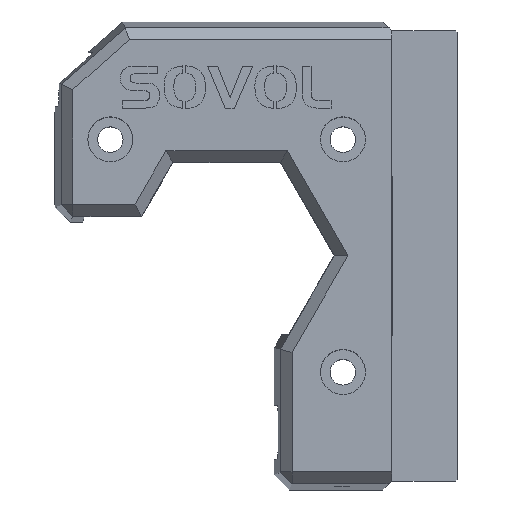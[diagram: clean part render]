
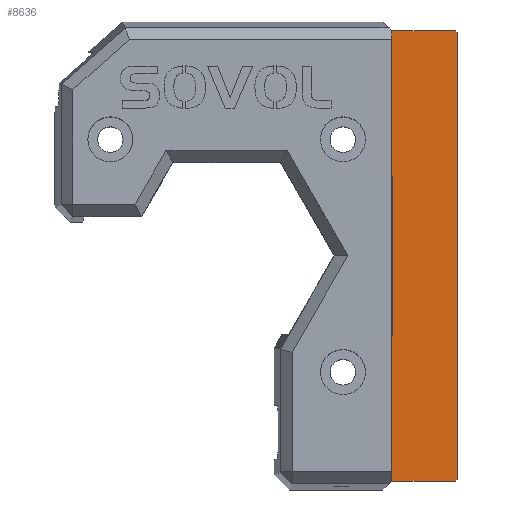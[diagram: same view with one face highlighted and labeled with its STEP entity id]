
A CAD part, top view. The second image highlights one B-rep face of the part: STEP entity #8636.
In plain terms, the highlighted planar face has unit normal (0, 0, 1).
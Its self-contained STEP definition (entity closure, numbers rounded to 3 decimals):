
#69 = CARTESIAN_POINT ( 'NONE',  ( 52.7, 0.5, -21. ) ) ;
#242 = VERTEX_POINT ( 'NONE', #2021 ) ;
#304 = CARTESIAN_POINT ( 'NONE',  ( 44., 60.314, -21. ) ) ;
#473 = CARTESIAN_POINT ( 'NONE',  ( 52.7, 60.12, -21. ) ) ;
#602 = VERTEX_POINT ( 'NONE', #5696 ) ;
#739 = LINE ( 'NONE', #1632, #7386 ) ;
#786 = VERTEX_POINT ( 'NONE', #2553 ) ;
#881 = DIRECTION ( 'NONE',  ( 0., -1., 0. ) ) ;
#953 = LINE ( 'NONE', #9436, #1863 ) ;
#1063 = ORIENTED_EDGE ( 'NONE', *, *, #9870, .T. ) ;
#1161 = VECTOR ( 'NONE', #9321, 1000. ) ;
#1214 = VECTOR ( 'NONE', #3582, 1000. ) ;
#1236 = DIRECTION ( 'NONE',  ( 0., -1., 0. ) ) ;
#1316 = DIRECTION ( 'NONE',  ( -0.707, 0.707, 0. ) ) ;
#1320 = VECTOR ( 'NONE', #2610, 1000. ) ;
#1346 = CARTESIAN_POINT ( 'NONE',  ( 44., 0., -21. ) ) ;
#1632 = CARTESIAN_POINT ( 'NONE',  ( 0., 19.687, -21. ) ) ;
#1755 = VERTEX_POINT ( 'NONE', #10195 ) ;
#1812 = DIRECTION ( 'NONE',  ( -1., 0., 0. ) ) ;
#1841 = CARTESIAN_POINT ( 'NONE',  ( 44.123, 0., -21. ) ) ;
#1863 = VECTOR ( 'NONE', #6788, 1000. ) ;
#1880 = EDGE_CURVE ( 'NONE', #6098, #9069, #8656, .T. ) ;
#2016 = CARTESIAN_POINT ( 'NONE',  ( 52.506, 0.306, -21. ) ) ;
#2021 = CARTESIAN_POINT ( 'NONE',  ( 52.506, 60.314, -21. ) ) ;
#2040 = VECTOR ( 'NONE', #1812, 1000. ) ;
#2087 = CARTESIAN_POINT ( 'NONE',  ( 52.7, 0.5, -21. ) ) ;
#2094 = VECTOR ( 'NONE', #6588, 1000. ) ;
#2102 = PLANE ( 'NONE',  #3955 ) ;
#2114 = LINE ( 'NONE', #473, #5240 ) ;
#2553 = CARTESIAN_POINT ( 'NONE',  ( 44.123, 40.933, -21. ) ) ;
#2610 = DIRECTION ( 'NONE',  ( 0.707, 0.707, 0. ) ) ;
#3012 = EDGE_CURVE ( 'NONE', #786, #1755, #6879, .T. ) ;
#3360 = CARTESIAN_POINT ( 'NONE',  ( 52.7, 0., -21. ) ) ;
#3569 = CARTESIAN_POINT ( 'NONE',  ( 52.7, 60.314, -21. ) ) ;
#3572 = CARTESIAN_POINT ( 'NONE',  ( 44., 40.933, -21. ) ) ;
#3582 = DIRECTION ( 'NONE',  ( 0., -1., 0. ) ) ;
#3621 = EDGE_CURVE ( 'NONE', #242, #9680, #6066, .T. ) ;
#3725 = ORIENTED_EDGE ( 'NONE', *, *, #3012, .T. ) ;
#3955 = AXIS2_PLACEMENT_3D ( 'NONE', #5566, #10746, #8871 ) ;
#4025 = EDGE_CURVE ( 'NONE', #7956, #6098, #953, .T. ) ;
#4662 = ORIENTED_EDGE ( 'NONE', *, *, #5834, .T. ) ;
#4700 = VERTEX_POINT ( 'NONE', #3572 ) ;
#4737 = EDGE_CURVE ( 'NONE', #9680, #4700, #8767, .T. ) ;
#4805 = ORIENTED_EDGE ( 'NONE', *, *, #1880, .T. ) ;
#5102 = DIRECTION ( 'NONE',  ( -1., 0., 0. ) ) ;
#5124 = LINE ( 'NONE', #3360, #1214 ) ;
#5240 = VECTOR ( 'NONE', #1316, 1000. ) ;
#5566 = CARTESIAN_POINT ( 'NONE',  ( 52.7, 0., -21. ) ) ;
#5696 = CARTESIAN_POINT ( 'NONE',  ( 44., 19.687, -21. ) ) ;
#5834 = EDGE_CURVE ( 'NONE', #602, #7956, #9078, .T. ) ;
#5983 = VERTEX_POINT ( 'NONE', #8674 ) ;
#6066 = LINE ( 'NONE', #3569, #2040 ) ;
#6098 = VERTEX_POINT ( 'NONE', #2016 ) ;
#6112 = ORIENTED_EDGE ( 'NONE', *, *, #3621, .T. ) ;
#6236 = EDGE_CURVE ( 'NONE', #786, #4700, #10033, .T. ) ;
#6432 = ORIENTED_EDGE ( 'NONE', *, *, #6450, .F. ) ;
#6450 = EDGE_CURVE ( 'NONE', #5983, #9069, #5124, .T. ) ;
#6588 = DIRECTION ( 'NONE',  ( -1., 0., 0. ) ) ;
#6614 = CARTESIAN_POINT ( 'NONE',  ( 44., 0., -21. ) ) ;
#6756 = CARTESIAN_POINT ( 'NONE',  ( 52.7, 40.933, -21. ) ) ;
#6788 = DIRECTION ( 'NONE',  ( 1., 0., 0. ) ) ;
#6816 = EDGE_LOOP ( 'NONE', ( #1063, #6112, #7428, #7455, #3725, #8263, #4662, #10671, #4805, #6432 ) ) ;
#6879 = LINE ( 'NONE', #1841, #9640 ) ;
#7386 = VECTOR ( 'NONE', #5102, 1000. ) ;
#7428 = ORIENTED_EDGE ( 'NONE', *, *, #4737, .T. ) ;
#7455 = ORIENTED_EDGE ( 'NONE', *, *, #6236, .F. ) ;
#7884 = EDGE_CURVE ( 'NONE', #1755, #602, #739, .T. ) ;
#7956 = VERTEX_POINT ( 'NONE', #10175 ) ;
#8263 = ORIENTED_EDGE ( 'NONE', *, *, #7884, .T. ) ;
#8636 = ADVANCED_FACE ( 'NONE', ( #9841 ), #2102, .F. ) ;
#8656 = LINE ( 'NONE', #69, #1320 ) ;
#8674 = CARTESIAN_POINT ( 'NONE',  ( 52.7, 60.12, -21. ) ) ;
#8767 = LINE ( 'NONE', #6614, #1161 ) ;
#8871 = DIRECTION ( 'NONE',  ( -1., 0., 0. ) ) ;
#9069 = VERTEX_POINT ( 'NONE', #2087 ) ;
#9078 = LINE ( 'NONE', #1346, #9296 ) ;
#9296 = VECTOR ( 'NONE', #1236, 1000. ) ;
#9321 = DIRECTION ( 'NONE',  ( 0., -1., 0. ) ) ;
#9436 = CARTESIAN_POINT ( 'NONE',  ( 52.7, 0.306, -21. ) ) ;
#9640 = VECTOR ( 'NONE', #881, 1000. ) ;
#9680 = VERTEX_POINT ( 'NONE', #304 ) ;
#9841 = FACE_OUTER_BOUND ( 'NONE', #6816, .T. ) ;
#9870 = EDGE_CURVE ( 'NONE', #5983, #242, #2114, .T. ) ;
#10033 = LINE ( 'NONE', #6756, #2094 ) ;
#10175 = CARTESIAN_POINT ( 'NONE',  ( 44., 0.306, -21. ) ) ;
#10195 = CARTESIAN_POINT ( 'NONE',  ( 44.123, 19.687, -21. ) ) ;
#10671 = ORIENTED_EDGE ( 'NONE', *, *, #4025, .T. ) ;
#10746 = DIRECTION ( 'NONE',  ( 0., 0., -1. ) ) ;
